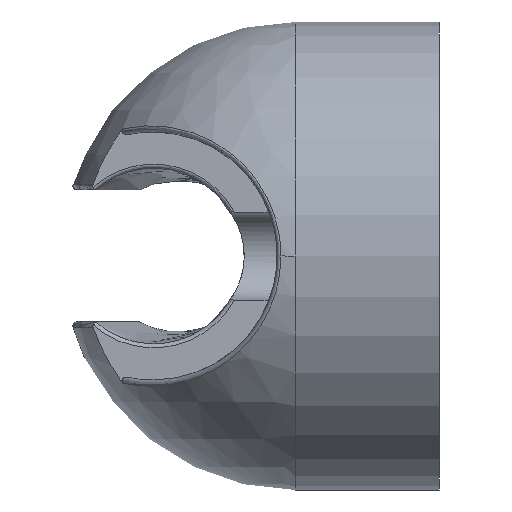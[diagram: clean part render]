
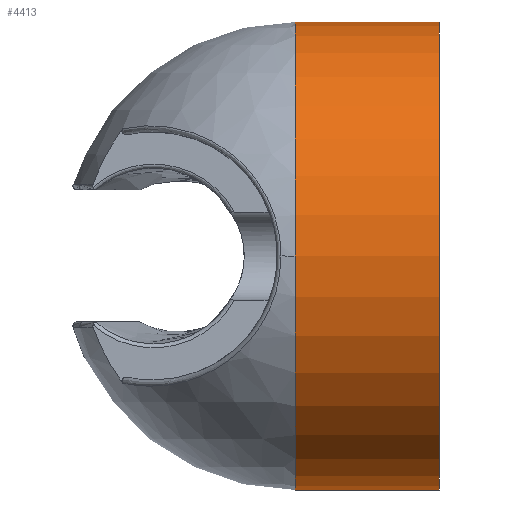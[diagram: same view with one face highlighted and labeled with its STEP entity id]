
A CAD part, left-side view. The second image highlights one B-rep face of the part: STEP entity #4413.
In plain terms, the highlighted cylindrical face has radius 29.25 mm (diameter 58.5 mm), a partial arc.
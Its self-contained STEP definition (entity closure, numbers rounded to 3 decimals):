
#89 = DIRECTION ( 'NONE',  ( 0., 1., 0. ) ) ;
#156 = CARTESIAN_POINT ( 'NONE',  ( 0., 18., 0. ) ) ;
#243 = CARTESIAN_POINT ( 'NONE',  ( 0., 18., 29.25 ) ) ;
#393 = CARTESIAN_POINT ( 'NONE',  ( -29.25, 18., 0. ) ) ;
#472 = VERTEX_POINT ( 'NONE', #393 ) ;
#474 = ORIENTED_EDGE ( 'NONE', *, *, #3797, .T. ) ;
#481 = DIRECTION ( 'NONE',  ( 0., 1., 0. ) ) ;
#728 = CARTESIAN_POINT ( 'NONE',  ( 0., 18., 0. ) ) ;
#897 = CARTESIAN_POINT ( 'NONE',  ( 0., 0., -29.25 ) ) ;
#910 = CARTESIAN_POINT ( 'NONE',  ( 0., 0., 0. ) ) ;
#923 = DIRECTION ( 'NONE',  ( 0., 0., 1. ) ) ;
#1115 = CARTESIAN_POINT ( 'NONE',  ( 0., 0., -29.25 ) ) ;
#1306 = FACE_OUTER_BOUND ( 'NONE', #3798, .T. ) ;
#1415 = LINE ( 'NONE', #897, #3931 ) ;
#1544 = VERTEX_POINT ( 'NONE', #243 ) ;
#1554 = CIRCLE ( 'NONE', #2256, 29.25 ) ;
#1810 = VERTEX_POINT ( 'NONE', #2760 ) ;
#1837 = DIRECTION ( 'NONE',  ( 0., 0., 1. ) ) ;
#1857 = VERTEX_POINT ( 'NONE', #1115 ) ;
#1995 = ORIENTED_EDGE ( 'NONE', *, *, #4347, .F. ) ;
#2048 = ORIENTED_EDGE ( 'NONE', *, *, #3436, .T. ) ;
#2143 = CARTESIAN_POINT ( 'NONE',  ( 0., 18., -29.25 ) ) ;
#2256 = AXIS2_PLACEMENT_3D ( 'NONE', #156, #4822, #1837 ) ;
#2533 = ORIENTED_EDGE ( 'NONE', *, *, #2996, .F. ) ;
#2648 = DIRECTION ( 'NONE',  ( 0., 1., 0. ) ) ;
#2703 = CIRCLE ( 'NONE', #3509, 29.25 ) ;
#2760 = CARTESIAN_POINT ( 'NONE',  ( 0., 0., 29.25 ) ) ;
#2838 = DIRECTION ( 'NONE',  ( 0., 0., 1. ) ) ;
#2869 = AXIS2_PLACEMENT_3D ( 'NONE', #5127, #2648, #923 ) ;
#2897 = DIRECTION ( 'NONE',  ( 0., 1., 0. ) ) ;
#2996 = EDGE_CURVE ( 'NONE', #472, #1544, #2703, .T. ) ;
#3134 = VECTOR ( 'NONE', #5276, 1000. ) ;
#3159 = LINE ( 'NONE', #3184, #3134 ) ;
#3184 = CARTESIAN_POINT ( 'NONE',  ( 0., 0., 29.25 ) ) ;
#3436 = EDGE_CURVE ( 'NONE', #1857, #1810, #4388, .T. ) ;
#3509 = AXIS2_PLACEMENT_3D ( 'NONE', #728, #2897, #2838 ) ;
#3719 = ORIENTED_EDGE ( 'NONE', *, *, #4150, .F. ) ;
#3797 = EDGE_CURVE ( 'NONE', #1810, #1544, #3159, .T. ) ;
#3798 = EDGE_LOOP ( 'NONE', ( #1995, #2048, #474, #2533, #3719 ) ) ;
#3931 = VECTOR ( 'NONE', #481, 1000. ) ;
#4150 = EDGE_CURVE ( 'NONE', #5455, #472, #1554, .T. ) ;
#4272 = DIRECTION ( 'NONE',  ( 0., 0., 1. ) ) ;
#4316 = CYLINDRICAL_SURFACE ( 'NONE', #2869, 29.25 ) ;
#4347 = EDGE_CURVE ( 'NONE', #1857, #5455, #1415, .T. ) ;
#4388 = CIRCLE ( 'NONE', #5016, 29.25 ) ;
#4413 = ADVANCED_FACE ( 'NONE', ( #1306 ), #4316, .T. ) ;
#4822 = DIRECTION ( 'NONE',  ( 0., 1., 0. ) ) ;
#5016 = AXIS2_PLACEMENT_3D ( 'NONE', #910, #89, #4272 ) ;
#5127 = CARTESIAN_POINT ( 'NONE',  ( 0., 0., 0. ) ) ;
#5276 = DIRECTION ( 'NONE',  ( 0., 1., 0. ) ) ;
#5455 = VERTEX_POINT ( 'NONE', #2143 ) ;
